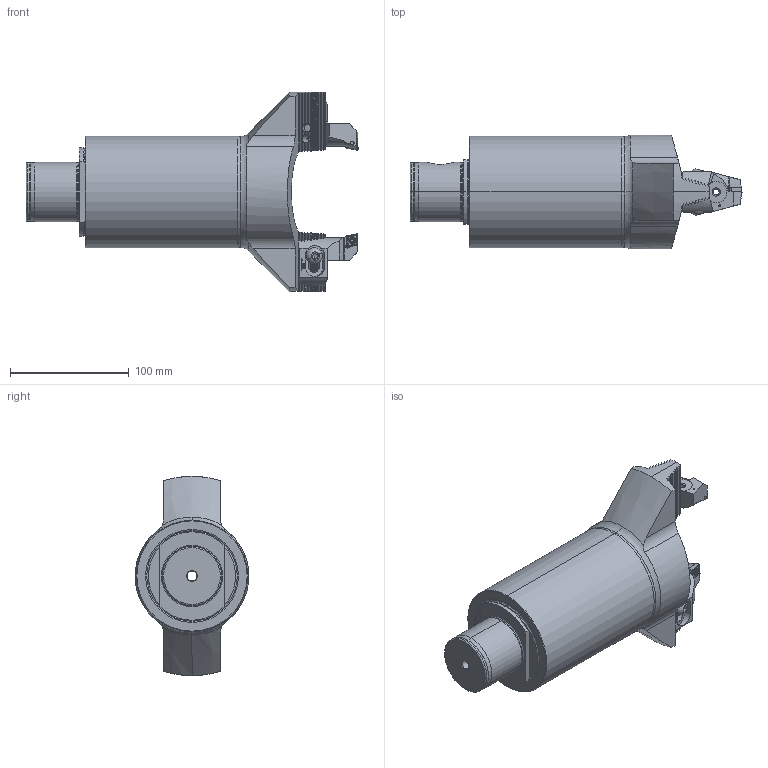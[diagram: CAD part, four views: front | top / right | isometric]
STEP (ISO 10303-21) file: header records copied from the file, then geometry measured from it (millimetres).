
FILE_DESCRIPTION (( 'STEP AP203' ), '1' );
FILE_NAME ('141.940.000.STEP', '2018-03-02T14:45:22', ( 'SWIAdmin' ), ( 'Hewlett-Packard Company' ), 'SwSTEP 2.0', 'SolidWorks 2017', '' );
FILE_SCHEMA (( 'CONFIG_CONTROL_DESIGN' ));
Length unit declared in the file: millimetre
Products named in the file (9): Z42-ER1.003.020_A_gespannt; Z42-ER1.001.020; 141.940.000; MB9-Z42.K05.230_D; Z42-xxx.001.028_D; WCB-ER2.001.009_A; CCMT09T304; Z42-WCB.001.028_einzeln; Z42-ER1.002.020_A
Assembly tree (10 placements, depth 3):
  141.940.000
    MB9-Z42.K05.230_D
    Z42-WCB.001.028_einzeln  x2
      Z42-xxx.001.028_D
      WCB-ER2.001.009_A
      CCMT09T304
    Z42-ER1.001.020  x2
      Z42-ER1.002.020_A
      Z42-ER1.003.020_A_gespannt
Bounding box: 280 x 95.99 x 168 mm (x, y, z)
Volume: 813217 mm3; surface area: 145343.7 mm2
Topology: 11 solids, 11 shells, 988 faces, 2687 edges, 1701 vertices
Faces by surface type: plane 529, cylinder 219, cone 98, bspline 88, torus 42, sphere 12
Entity records: 24428 total; most frequent: CARTESIAN_POINT 8580, ORIENTED_EDGE 3578, DIRECTION 2615, EDGE_CURVE 1789, VERTEX_POINT 1147, AXIS2_PLACEMENT_3D 914, VECTOR 787, LINE 787
